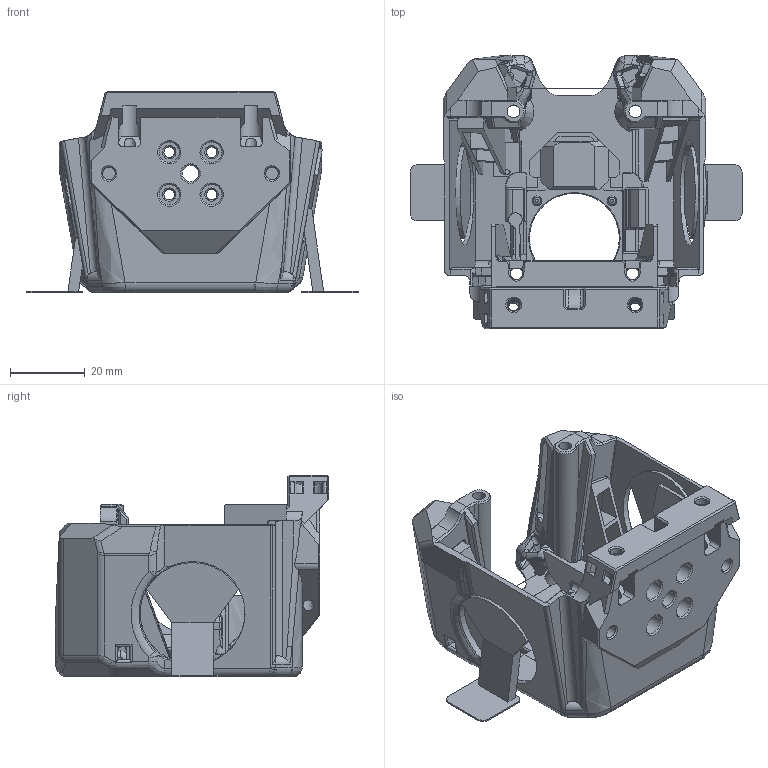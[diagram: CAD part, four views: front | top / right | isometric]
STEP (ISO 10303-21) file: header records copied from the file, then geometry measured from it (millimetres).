
FILE_DESCRIPTION(/* description */ ('STEP AP242','CAx-IF Rec.Pracs.---Representation and Presentation of Product Manufacturing Information (PMI)---4.0---2014-10-13','CAx-IF Rec.Pracs.---3D Tessellated Geometry---0.4---2014-09-14','2;1'),/* implementation_level */ '2;1');
FILE_NAME(/* name */ 'A4T Cowling - Dragon-Rapido UHF [cw2-tap]',/* time_stamp */ '2025-03-04T11:39:31Z',/* author */ (''),/* organization */ (''),/* preprocessor_version */ 'ST-DEVELOPER v20',/* originating_system */ 'ONSHAPE BY PTC INC, 1.194',/* authorisation */ ' ');
FILE_SCHEMA (('AP242_MANAGED_MODEL_BASED_3D_ENGINEERING_MIM_LF { 1 0 10303 442 1 1 4 }'));
Products named in the file (6): Support_Fan-slot; Support_Duct_Right; Support_LED-slots; Support_Duct_Left; A4T Cowling - Dragon-Rapido UHF [cw2-tap]
Bounding box: 88.58 x 73.04 x 53.8 mm (x, y, z)
Volume: 52907.9 mm3; surface area: 39802.9 mm2
Topology: 6 solids, 6 shells, 1603 faces, 4423 edges, 2792 vertices
Faces by surface type: plane 831, cylinder 348, bspline 291, cone 78, torus 32, sphere 23
Full cylindrical faces by diameter (mm): 1.805 x2, 2.719 x2, 2.8 x4, 3.263 x2, 3.4 x10, 4.4 x1, 5.4 x4, 5.9 x4, 24 x1, 28 x2
Entity records: 57368 total; most frequent: CARTESIAN_POINT 19016, ORIENTED_EDGE 8562, DIRECTION 7132, EDGE_CURVE 4281, VERTEX_POINT 2747, AXIS2_PLACEMENT_3D 2394, LINE 2344, VECTOR 2344
